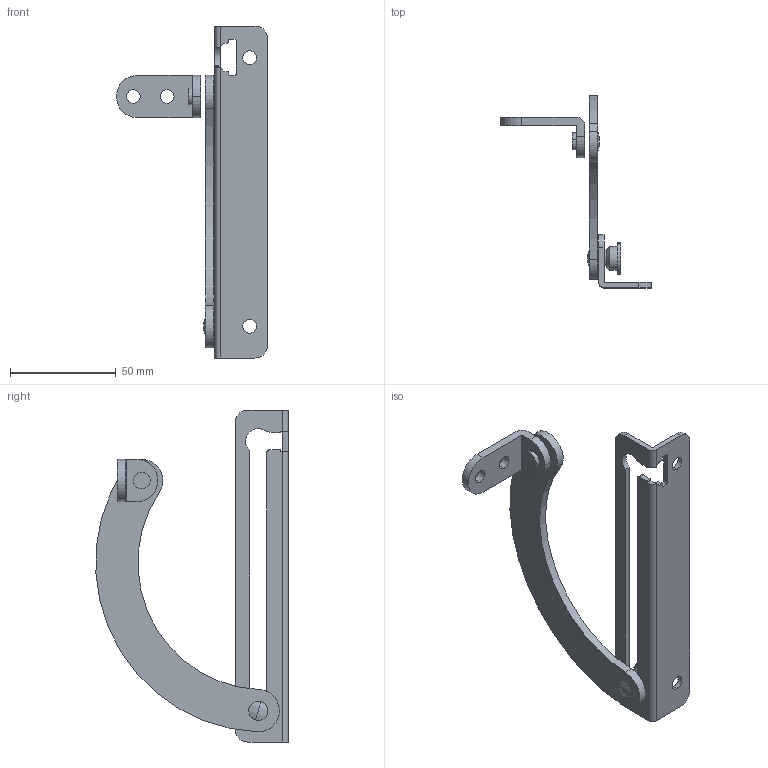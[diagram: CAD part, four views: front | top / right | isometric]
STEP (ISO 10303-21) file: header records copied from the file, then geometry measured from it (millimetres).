
FILE_DESCRIPTION (( 'STEP AP203' ), '1' );
FILE_NAME ('PM01.250.R.STEP', '2022-06-17T10:27:32', ( '' ), ( '' ), 'SwSTEP 2.0', 'SolidWorks 2021', '' );
FILE_SCHEMA (( 'CONFIG_CONTROL_DESIGN' ));
Length unit declared in the file: millimetre
Products named in the file (1): PM01.250.R
Bounding box: 71.5 x 90.87 x 157 mm (x, y, z)
Surface area: 25118.4 mm2 (no closed solid volume)
Topology: 0 solids, 8 shells, 90 faces, 246 edges, 166 vertices
Faces by surface type: cylinder 47, plane 36, bspline 5, cone 2
Entity records: 3327 total; most frequent: CARTESIAN_POINT 880, DIRECTION 520, ORIENTED_EDGE 470, EDGE_CURVE 246, AXIS2_PLACEMENT_3D 194, VERTEX_POINT 166, LINE 132, VECTOR 132
